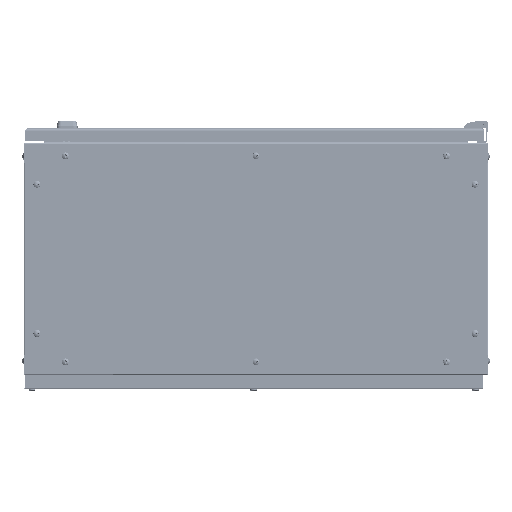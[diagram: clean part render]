
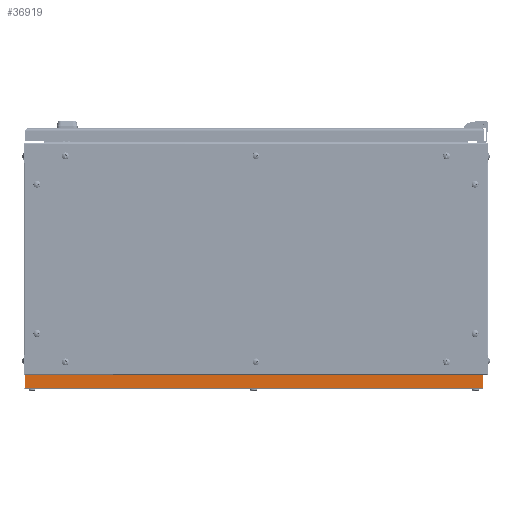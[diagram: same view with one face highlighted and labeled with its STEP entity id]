
A CAD part, front view. The second image highlights one B-rep face of the part: STEP entity #36919.
In plain terms, the highlighted planar face has unit normal (0, -1, 0).
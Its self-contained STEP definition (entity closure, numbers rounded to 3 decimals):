
#6836 = VECTOR ( 'NONE', #37717, 1000. ) ;
#7384 = ORIENTED_EDGE ( 'NONE', *, *, #23641, .T. ) ;
#9150 = CARTESIAN_POINT ( 'NONE',  ( 0., 0., 0. ) ) ;
#13370 = DIRECTION ( 'NONE',  ( -1., 0., 0. ) ) ;
#13961 = CARTESIAN_POINT ( 'NONE',  ( 1.141, 0., 23. ) ) ;
#14153 = EDGE_CURVE ( 'NONE', #65383, #22065, #25475, .T. ) ;
#15399 = VERTEX_POINT ( 'NONE', #143942 ) ;
#15924 = EDGE_LOOP ( 'NONE', ( #53738, #23310, #7384, #113959 ) ) ;
#18639 = VECTOR ( 'NONE', #51819, 1000. ) ;
#22065 = VERTEX_POINT ( 'NONE', #13961 ) ;
#23310 = ORIENTED_EDGE ( 'NONE', *, *, #143467, .T. ) ;
#23641 = EDGE_CURVE ( 'NONE', #109596, #22065, #51763, .T. ) ;
#25475 = LINE ( 'NONE', #63031, #18639 ) ;
#33222 = VECTOR ( 'NONE', #13370, 1000. ) ;
#36493 = AXIS2_PLACEMENT_3D ( 'NONE', #9150, #93189, #44397 ) ;
#36919 = ADVANCED_FACE ( 'NONE', ( #119563 ), #91633, .F. ) ;
#37717 = DIRECTION ( 'NONE',  ( 0., 0., 1. ) ) ;
#40545 = CARTESIAN_POINT ( 'NONE',  ( 0., 0., 23. ) ) ;
#44397 = DIRECTION ( 'NONE',  ( 0., 0., 1. ) ) ;
#51763 = LINE ( 'NONE', #40545, #33222 ) ;
#51819 = DIRECTION ( 'NONE',  ( 0., 0., 1. ) ) ;
#53738 = ORIENTED_EDGE ( 'NONE', *, *, #91469, .F. ) ;
#57466 = DIRECTION ( 'NONE',  ( -1., 0., 0. ) ) ;
#59330 = CARTESIAN_POINT ( 'NONE',  ( 790.859, 0., 1. ) ) ;
#59810 = VECTOR ( 'NONE', #57466, 1000. ) ;
#63031 = CARTESIAN_POINT ( 'NONE',  ( 1.141, 0., 1. ) ) ;
#65383 = VERTEX_POINT ( 'NONE', #84475 ) ;
#71837 = CARTESIAN_POINT ( 'NONE',  ( 0., 0., 1. ) ) ;
#80707 = LINE ( 'NONE', #71837, #59810 ) ;
#84475 = CARTESIAN_POINT ( 'NONE',  ( 1.141, 0., 1. ) ) ;
#91469 = EDGE_CURVE ( 'NONE', #15399, #65383, #80707, .T. ) ;
#91633 = PLANE ( 'NONE',  #36493 ) ;
#93189 = DIRECTION ( 'NONE',  ( 0., 1., 0. ) ) ;
#101987 = CARTESIAN_POINT ( 'NONE',  ( 790.859, 0., 23. ) ) ;
#109596 = VERTEX_POINT ( 'NONE', #101987 ) ;
#113959 = ORIENTED_EDGE ( 'NONE', *, *, #14153, .F. ) ;
#119563 = FACE_OUTER_BOUND ( 'NONE', #15924, .T. ) ;
#132968 = LINE ( 'NONE', #59330, #6836 ) ;
#143467 = EDGE_CURVE ( 'NONE', #15399, #109596, #132968, .T. ) ;
#143942 = CARTESIAN_POINT ( 'NONE',  ( 790.859, 0., 1. ) ) ;
